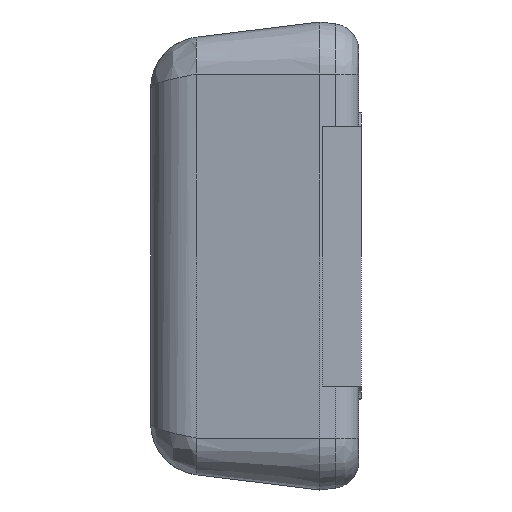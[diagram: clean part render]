
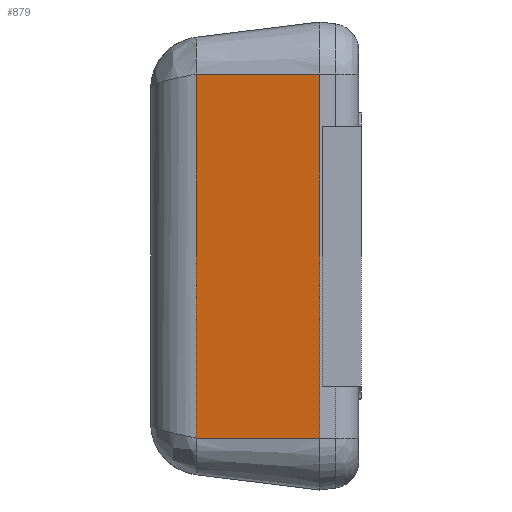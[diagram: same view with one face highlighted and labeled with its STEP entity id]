
A CAD part, left-side view. The second image highlights one B-rep face of the part: STEP entity #879.
In plain terms, the highlighted planar face has unit normal (-0.993, 0.122, 0).
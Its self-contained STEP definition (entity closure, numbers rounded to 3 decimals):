
#139=FACE_OUTER_BOUND('',#195,.T.);
#195=EDGE_LOOP('',(#757,#758,#759,#760));
#264=LINE('',#1460,#348);
#270=LINE('',#1504,#354);
#278=LINE('',#1768,#362);
#280=LINE('',#1771,#364);
#348=VECTOR('',#1174,10.);
#354=VECTOR('',#1194,10.);
#362=VECTOR('',#1218,10.);
#364=VECTOR('',#1222,10.);
#425=VERTEX_POINT('',#1457);
#426=VERTEX_POINT('',#1459);
#431=VERTEX_POINT('',#1477);
#432=VERTEX_POINT('',#1503);
#522=EDGE_CURVE('',#425,#426,#264,.T.);
#531=EDGE_CURVE('',#431,#432,#270,.T.);
#550=EDGE_CURVE('',#425,#432,#278,.T.);
#552=EDGE_CURVE('',#426,#431,#280,.T.);
#757=ORIENTED_EDGE('',*,*,#531,.F.);
#758=ORIENTED_EDGE('',*,*,#552,.F.);
#759=ORIENTED_EDGE('',*,*,#522,.F.);
#760=ORIENTED_EDGE('',*,*,#550,.T.);
#828=PLANE('',#1000);
#879=ADVANCED_FACE('',(#139),#828,.T.);
#1000=AXIS2_PLACEMENT_3D('',#1770,#1220,#1221);
#1174=DIRECTION('',(0.,0.,-1.));
#1194=DIRECTION('',(0.,0.,1.));
#1218=DIRECTION('',(0.122,0.993,0.));
#1220=DIRECTION('center_axis',(-0.993,0.122,0.));
#1221=DIRECTION('ref_axis',(0.,0.,1.));
#1222=DIRECTION('',(0.122,0.993,0.));
#1457=CARTESIAN_POINT('',(-1.4,0.,0.7));
#1459=CARTESIAN_POINT('',(-1.4,0.,-0.7));
#1460=CARTESIAN_POINT('',(-1.4,0.,0.7));
#1477=CARTESIAN_POINT('',(-1.342,0.474,-0.7));
#1503=CARTESIAN_POINT('',(-1.342,0.474,0.7));
#1504=CARTESIAN_POINT('',(-1.342,0.474,0.35));
#1768=CARTESIAN_POINT('',(-1.4,0.,0.7));
#1770=CARTESIAN_POINT('Origin',(-1.4,0.,0.7));
#1771=CARTESIAN_POINT('',(-1.4,0.,-0.7));
